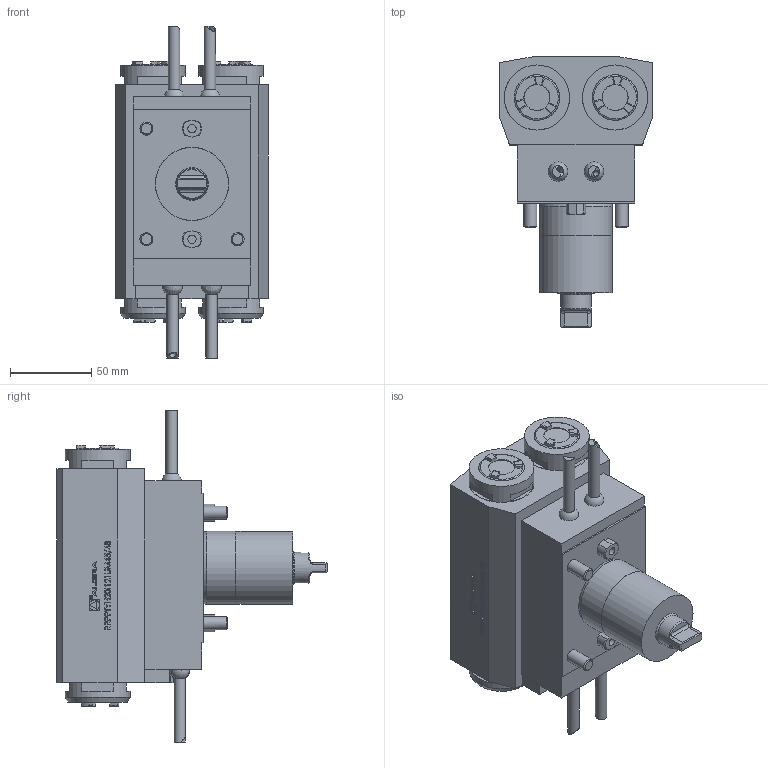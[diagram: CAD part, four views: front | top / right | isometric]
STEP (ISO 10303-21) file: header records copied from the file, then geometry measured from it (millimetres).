
FILE_DESCRIPTION (( 'STEP AP214' ), '1' );
FILE_NAME ('RRPPTYH20I121UM4548.STEP', '2026-01-28T12:42:53', ( '' ), ( '' ), 'SwSTEP 2.0', 'SolidWorks 2023', '' );
FILE_SCHEMA (( 'AUTOMOTIVE_DESIGN' ));
Length unit declared in the file: millimetre
Products named in the file (1): RRPPTYH20I121UM4548
Bounding box: 94 x 166 x 204.08 mm (x, y, z)
Volume: 1123032 mm3; surface area: 92293.7 mm2
Topology: 5 solids, 5 shells, 842 faces, 2168 edges, 1444 vertices
Faces by surface type: plane 440, bspline 204, cylinder 149, cone 45, sphere 4
Full cylindrical faces by diameter (mm): 1.7 x1, 2.1 x1, 4 x4, 5 x2, 6.366 x1, 7 x4, 8 x3, 16 x8, 19 x1, 20.3 x1, 28 x4, 40 x4, 44.85 x1, 45 x1
Entity records: 43715 total; most frequent: CARTESIAN_POINT 21262, ORIENTED_EDGE 4100, DIRECTION 3141, EDGE_CURVE 2050, VERTEX_POINT 1399, VECTOR 1061, LINE 1061, AXIS2_PLACEMENT_3D 1040
